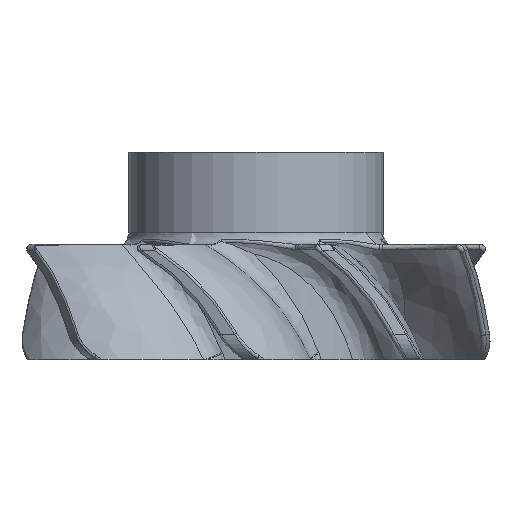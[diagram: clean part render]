
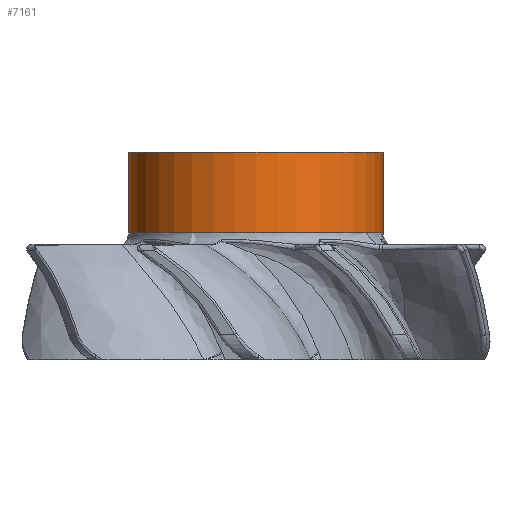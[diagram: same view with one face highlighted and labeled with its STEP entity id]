
A CAD part, front view. The second image highlights one B-rep face of the part: STEP entity #7161.
In plain terms, the highlighted cylindrical face has radius 11.004 mm (diameter 22.008 mm), a full revolution.
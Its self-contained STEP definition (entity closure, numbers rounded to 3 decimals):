
#113=CYLINDRICAL_SURFACE('',#7672,11.004);
#237=LINE('',#18324,#630);
#630=VECTOR('',#8552,11.004);
#1251=FACE_OUTER_BOUND('',#1705,.T.);
#1705=EDGE_LOOP('',(#5530,#5531,#5532,#5533));
#2015=CIRCLE('',#7485,11.004);
#2189=CIRCLE('',#7673,11.004);
#2784=VERTEX_POINT('',#10708);
#3167=VERTEX_POINT('',#18322);
#3485=EDGE_CURVE('',#2784,#2784,#2015,.T.);
#4023=EDGE_CURVE('',#3167,#3167,#2189,.T.);
#4024=EDGE_CURVE('',#3167,#2784,#237,.T.);
#5530=ORIENTED_EDGE('',*,*,#4023,.F.);
#5531=ORIENTED_EDGE('',*,*,#4024,.T.);
#5532=ORIENTED_EDGE('',*,*,#3485,.F.);
#5533=ORIENTED_EDGE('',*,*,#4024,.F.);
#7161=ADVANCED_FACE('',(#1251),#113,.T.);
#7485=AXIS2_PLACEMENT_3D('',#10709,#8123,#8124);
#7672=AXIS2_PLACEMENT_3D('',#18321,#8548,#8549);
#7673=AXIS2_PLACEMENT_3D('',#18323,#8550,#8551);
#8123=DIRECTION('center_axis',(0.,0.,-1.));
#8124=DIRECTION('ref_axis',(-0.993,0.12,0.));
#8548=DIRECTION('center_axis',(0.,0.,1.));
#8549=DIRECTION('ref_axis',(-1.,0.,0.));
#8550=DIRECTION('center_axis',(0.,0.,1.));
#8551=DIRECTION('ref_axis',(-1.,0.,0.));
#8552=DIRECTION('',(0.,0.,-1.));
#10708=CARTESIAN_POINT('',(11.004,0.,11.));
#10709=CARTESIAN_POINT('Origin',(0.,0.,11.));
#18321=CARTESIAN_POINT('Origin',(0.,0.,10.));
#18322=CARTESIAN_POINT('',(11.004,0.,18.));
#18323=CARTESIAN_POINT('Origin',(0.,0.,18.));
#18324=CARTESIAN_POINT('',(11.004,0.,10.));
